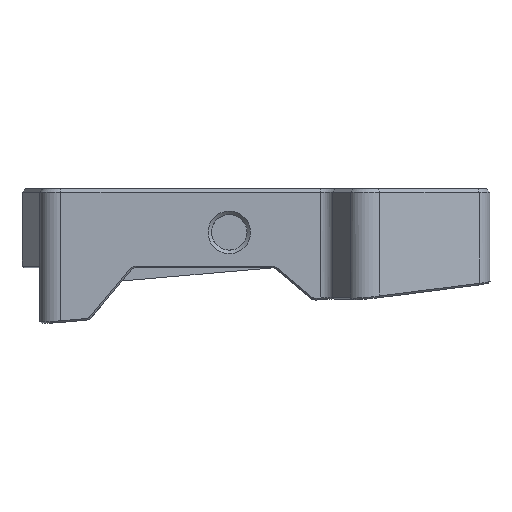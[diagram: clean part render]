
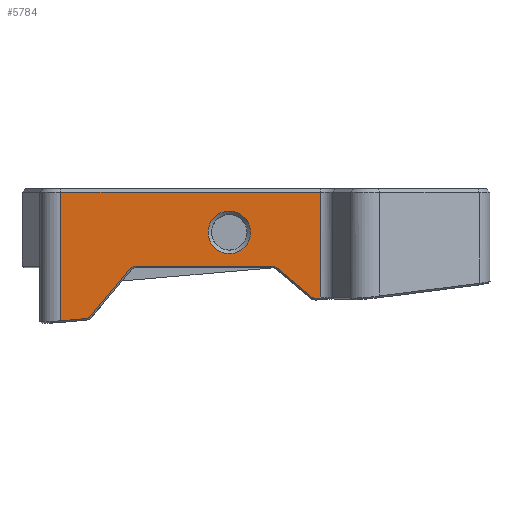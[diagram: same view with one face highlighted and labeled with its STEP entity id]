
A CAD part, left-side view. The second image highlights one B-rep face of the part: STEP entity #5784.
In plain terms, the highlighted planar face has unit normal (-1, 0, 0).
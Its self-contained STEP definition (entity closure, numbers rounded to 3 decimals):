
#113=ELLIPSE('',#6187,1.303,1.128);
#114=ELLIPSE('',#6190,1.303,1.128);
#142=B_SPLINE_CURVE_WITH_KNOTS('',3,(#8625,#8626,#8627,#8628,#8629,#8630),
 .UNSPECIFIED.,.F.,.F.,(4,2,4),(-0.116,-0.058,
0.),.UNSPECIFIED.);
#143=B_SPLINE_CURVE_WITH_KNOTS('',3,(#8646,#8647,#8648,#8649,#8650,#8651),
 .UNSPECIFIED.,.F.,.F.,(4,2,4),(-0.116,-0.058,
0.),.UNSPECIFIED.);
#144=B_SPLINE_CURVE_WITH_KNOTS('',3,(#8656,#8657,#8658,#8659,#8660,#8661),
 .UNSPECIFIED.,.F.,.F.,(4,2,4),(-0.004,-0.002,
0.),.UNSPECIFIED.);
#189=FACE_BOUND('',#735,.T.);
#217=PLANE('',#6186);
#381=FACE_OUTER_BOUND('',#734,.T.);
#734=EDGE_LOOP('',(#4024,#4025,#4026,#4027,#4028,#4029,#4030,#4031,#4032,
#4033,#4034,#4035,#4036,#4037,#4038,#4039,#4040));
#735=EDGE_LOOP('',(#4041));
#1130=LINE('',#8600,#1723);
#1132=LINE('',#8617,#1725);
#1133=LINE('',#8619,#1726);
#1134=LINE('',#8621,#1727);
#1135=LINE('',#8632,#1728);
#1136=LINE('',#8634,#1729);
#1137=LINE('',#8638,#1730);
#1138=LINE('',#8642,#1731);
#1139=LINE('',#8644,#1732);
#1140=LINE('',#8655,#1733);
#1723=VECTOR('',#6860,10.);
#1725=VECTOR('',#6866,10.);
#1726=VECTOR('',#6867,10.);
#1727=VECTOR('',#6868,10.);
#1728=VECTOR('',#6871,10.);
#1729=VECTOR('',#6872,10.);
#1730=VECTOR('',#6875,10.);
#1731=VECTOR('',#6878,10.);
#1732=VECTOR('',#6879,10.);
#1733=VECTOR('',#6882,10.);
#2299=CIRCLE('',#6188,2.5);
#2300=CIRCLE('',#6189,2.5);
#2301=CIRCLE('',#6191,6.);
#2567=VERTEX_POINT('',#8598);
#2568=VERTEX_POINT('',#8599);
#2571=VERTEX_POINT('',#8616);
#2572=VERTEX_POINT('',#8618);
#2573=VERTEX_POINT('',#8620);
#2574=VERTEX_POINT('',#8622);
#2575=VERTEX_POINT('',#8624);
#2576=VERTEX_POINT('',#8631);
#2577=VERTEX_POINT('',#8633);
#2578=VERTEX_POINT('',#8635);
#2579=VERTEX_POINT('',#8637);
#2580=VERTEX_POINT('',#8639);
#2581=VERTEX_POINT('',#8641);
#2582=VERTEX_POINT('',#8643);
#2583=VERTEX_POINT('',#8645);
#2584=VERTEX_POINT('',#8652);
#2585=VERTEX_POINT('',#8654);
#2586=VERTEX_POINT('',#8662);
#3123=EDGE_CURVE('',#2567,#2568,#1130,.T.);
#3127=EDGE_CURVE('',#2571,#2567,#1132,.T.);
#3128=EDGE_CURVE('',#2572,#2571,#1133,.T.);
#3129=EDGE_CURVE('',#2573,#2572,#1134,.T.);
#3130=EDGE_CURVE('',#2574,#2573,#113,.T.);
#3131=EDGE_CURVE('',#2575,#2574,#142,.T.);
#3132=EDGE_CURVE('',#2576,#2575,#1135,.T.);
#3133=EDGE_CURVE('',#2577,#2576,#1136,.T.);
#3134=EDGE_CURVE('',#2578,#2577,#2299,.T.);
#3135=EDGE_CURVE('',#2579,#2578,#1137,.T.);
#3136=EDGE_CURVE('',#2580,#2579,#2300,.T.);
#3137=EDGE_CURVE('',#2581,#2580,#1138,.T.);
#3138=EDGE_CURVE('',#2582,#2581,#1139,.T.);
#3139=EDGE_CURVE('',#2583,#2582,#143,.T.);
#3140=EDGE_CURVE('',#2584,#2583,#114,.T.);
#3141=EDGE_CURVE('',#2585,#2584,#1140,.T.);
#3142=EDGE_CURVE('',#2568,#2585,#144,.T.);
#3143=EDGE_CURVE('',#2586,#2586,#2301,.T.);
#4024=ORIENTED_EDGE('',*,*,#3123,.F.);
#4025=ORIENTED_EDGE('',*,*,#3127,.F.);
#4026=ORIENTED_EDGE('',*,*,#3128,.F.);
#4027=ORIENTED_EDGE('',*,*,#3129,.F.);
#4028=ORIENTED_EDGE('',*,*,#3130,.F.);
#4029=ORIENTED_EDGE('',*,*,#3131,.F.);
#4030=ORIENTED_EDGE('',*,*,#3132,.F.);
#4031=ORIENTED_EDGE('',*,*,#3133,.F.);
#4032=ORIENTED_EDGE('',*,*,#3134,.F.);
#4033=ORIENTED_EDGE('',*,*,#3135,.F.);
#4034=ORIENTED_EDGE('',*,*,#3136,.F.);
#4035=ORIENTED_EDGE('',*,*,#3137,.F.);
#4036=ORIENTED_EDGE('',*,*,#3138,.F.);
#4037=ORIENTED_EDGE('',*,*,#3139,.F.);
#4038=ORIENTED_EDGE('',*,*,#3140,.F.);
#4039=ORIENTED_EDGE('',*,*,#3141,.F.);
#4040=ORIENTED_EDGE('',*,*,#3142,.F.);
#4041=ORIENTED_EDGE('',*,*,#3143,.T.);
#5784=ADVANCED_FACE('',(#381,#189),#217,.T.);
#6186=AXIS2_PLACEMENT_3D('',#8615,#6864,#6865);
#6187=AXIS2_PLACEMENT_3D('',#8623,#6869,#6870);
#6188=AXIS2_PLACEMENT_3D('',#8636,#6873,#6874);
#6189=AXIS2_PLACEMENT_3D('',#8640,#6876,#6877);
#6190=AXIS2_PLACEMENT_3D('',#8653,#6880,#6881);
#6191=AXIS2_PLACEMENT_3D('',#8663,#6883,#6884);
#6860=DIRECTION('',(0.,0.,-1.));
#6864=DIRECTION('center_axis',(-1.,0.,0.));
#6865=DIRECTION('ref_axis',(0.,-1.,0.));
#6866=DIRECTION('',(0.,-1.,0.));
#6867=DIRECTION('',(0.,0.,1.));
#6868=DIRECTION('',(0.,0.996,-0.087));
#6869=DIRECTION('center_axis',(1.,0.,0.));
#6870=DIRECTION('ref_axis',(0.,0.993,-0.115));
#6871=DIRECTION('',(0.,0.643,-0.766));
#6872=DIRECTION('',(0.,0.643,-0.766));
#6873=DIRECTION('center_axis',(-1.,0.,0.));
#6874=DIRECTION('ref_axis',(0.,0.423,0.906));
#6875=DIRECTION('',(0.,1.,0.));
#6876=DIRECTION('center_axis',(-1.,0.,0.));
#6877=DIRECTION('ref_axis',(0.,-0.342,0.94));
#6878=DIRECTION('',(0.,0.766,0.643));
#6879=DIRECTION('',(0.,0.766,0.643));
#6880=DIRECTION('center_axis',(1.,0.,0.));
#6881=DIRECTION('ref_axis',(0.,0.998,-0.059));
#6882=DIRECTION('',(0.,0.996,-0.087));
#6883=DIRECTION('center_axis',(1.,0.,0.));
#6884=DIRECTION('ref_axis',(0.,1.,0.));
#8598=CARTESIAN_POINT('',(6.76,-79.175,9.3));
#8599=CARTESIAN_POINT('',(6.76,-79.175,-20.514));
#8600=CARTESIAN_POINT('',(6.76,-79.175,1.5));
#8615=CARTESIAN_POINT('Origin',(6.76,-0.021,1.5));
#8616=CARTESIAN_POINT('',(6.76,-6.021,9.3));
#8617=CARTESIAN_POINT('',(6.76,-31.016,9.3));
#8618=CARTESIAN_POINT('',(6.76,-6.021,-26.93));
#8619=CARTESIAN_POINT('',(6.76,-6.021,1.5));
#8620=CARTESIAN_POINT('',(6.76,-13.116,-26.308));
#8621=CARTESIAN_POINT('',(6.76,-32.46,-24.611));
#8622=CARTESIAN_POINT('',(6.76,-13.143,-26.305));
#8623=CARTESIAN_POINT('Origin',(6.76,-13.028,-25.183));
#8624=CARTESIAN_POINT('',(6.76,-14.144,-25.772));
#8625=CARTESIAN_POINT('Ctrl Pts',(6.76,-14.144,-25.772));
#8626=CARTESIAN_POINT('Ctrl Pts',(6.76,-14.019,-25.92));
#8627=CARTESIAN_POINT('Ctrl Pts',(6.76,-13.865,-26.043));
#8628=CARTESIAN_POINT('Ctrl Pts',(6.76,-13.523,-26.226));
#8629=CARTESIAN_POINT('Ctrl Pts',(6.76,-13.335,-26.285));
#8630=CARTESIAN_POINT('Ctrl Pts',(6.76,-13.143,-26.305));
#8631=CARTESIAN_POINT('',(6.76,-14.175,-25.734));
#8632=CARTESIAN_POINT('',(6.76,-14.175,-25.734));
#8633=CARTESIAN_POINT('',(6.76,-25.365,-12.393));
#8634=CARTESIAN_POINT('',(6.76,-17.673,-21.564));
#8635=CARTESIAN_POINT('',(6.76,-27.28,-11.5));
#8636=CARTESIAN_POINT('Origin',(6.76,-27.28,-14.));
#8637=CARTESIAN_POINT('',(6.76,-65.498,-11.5));
#8638=CARTESIAN_POINT('',(6.76,-13.184,-11.5));
#8639=CARTESIAN_POINT('',(6.76,-67.104,-12.085));
#8640=CARTESIAN_POINT('Origin',(6.76,-65.498,-14.));
#8641=CARTESIAN_POINT('',(6.76,-76.827,-20.239));
#8642=CARTESIAN_POINT('',(6.76,-43.791,7.469));
#8643=CARTESIAN_POINT('',(6.76,-76.864,-20.271));
#8644=CARTESIAN_POINT('',(6.76,-76.864,-20.271));
#8645=CARTESIAN_POINT('',(6.76,-77.943,-20.622));
#8646=CARTESIAN_POINT('Ctrl Pts',(6.76,-77.943,-20.622));
#8647=CARTESIAN_POINT('Ctrl Pts',(6.76,-77.75,-20.635));
#8648=CARTESIAN_POINT('Ctrl Pts',(6.76,-77.555,-20.61));
#8649=CARTESIAN_POINT('Ctrl Pts',(6.76,-77.186,-20.49));
#8650=CARTESIAN_POINT('Ctrl Pts',(6.76,-77.013,-20.395));
#8651=CARTESIAN_POINT('Ctrl Pts',(6.76,-76.864,-20.271));
#8652=CARTESIAN_POINT('',(6.76,-77.969,-20.62));
#8653=CARTESIAN_POINT('Origin',(6.76,-77.86,-19.497));
#8654=CARTESIAN_POINT('',(6.76,-79.132,-20.518));
#8655=CARTESIAN_POINT('',(6.76,-32.46,-24.611));
#8656=CARTESIAN_POINT('Ctrl Pts',(6.76,-79.175,-20.514));
#8657=CARTESIAN_POINT('Ctrl Pts',(6.76,-79.168,-20.515));
#8658=CARTESIAN_POINT('Ctrl Pts',(6.76,-79.161,-20.515));
#8659=CARTESIAN_POINT('Ctrl Pts',(6.76,-79.146,-20.517));
#8660=CARTESIAN_POINT('Ctrl Pts',(6.76,-79.139,-20.517));
#8661=CARTESIAN_POINT('Ctrl Pts',(6.76,-79.132,-20.518));
#8662=CARTESIAN_POINT('',(6.76,-59.521,-2.003));
#8663=CARTESIAN_POINT('Origin',(6.76,-53.521,-2.003));
